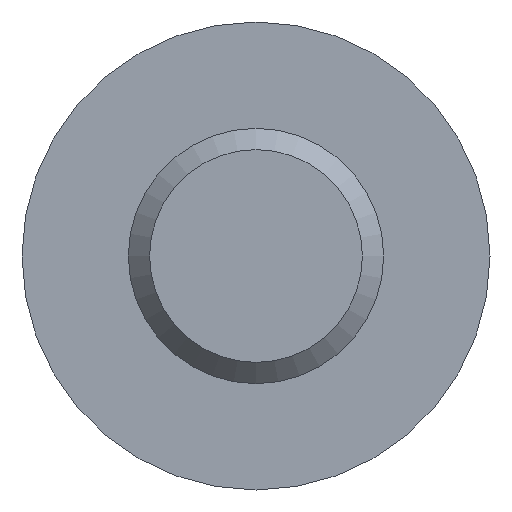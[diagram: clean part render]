
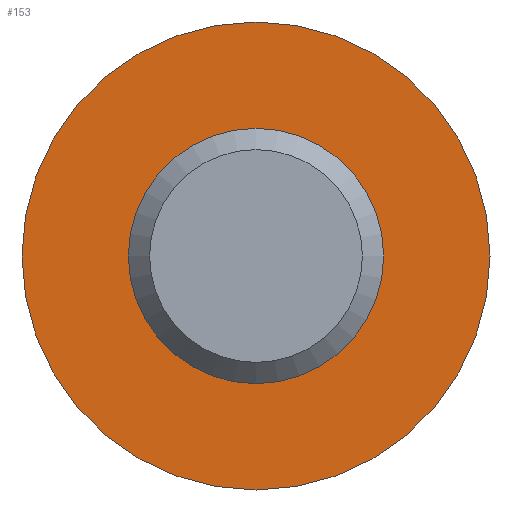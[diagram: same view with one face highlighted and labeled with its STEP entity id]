
A CAD part, front view. The second image highlights one B-rep face of the part: STEP entity #153.
In plain terms, the highlighted planar face has unit normal (0, -1, 0).
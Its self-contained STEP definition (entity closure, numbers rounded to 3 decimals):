
#41 = DIRECTION ( 'NONE',  ( 0., 0., -1. ) ) ;
#54 = CARTESIAN_POINT ( 'NONE',  ( 0., 18., -1.5 ) ) ;
#57 = CARTESIAN_POINT ( 'NONE',  ( 0., 18., 0. ) ) ;
#79 = EDGE_CURVE ( 'NONE', #278, #278, #311, .T. ) ;
#106 = CIRCLE ( 'NONE', #438, 1.5 ) ;
#123 = CARTESIAN_POINT ( 'NONE',  ( -1.5, 18., 0. ) ) ;
#153 = ADVANCED_FACE ( 'NONE', ( #322, #330 ), #163, .F. ) ;
#163 = PLANE ( 'NONE',  #302 ) ;
#227 = EDGE_CURVE ( 'NONE', #420, #420, #106, .T. ) ;
#238 = CARTESIAN_POINT ( 'NONE',  ( 0., 18., -2.75 ) ) ;
#278 = VERTEX_POINT ( 'NONE', #238 ) ;
#302 = AXIS2_PLACEMENT_3D ( 'NONE', #123, #482, #489 ) ;
#311 = CIRCLE ( 'NONE', #448, 2.75 ) ;
#322 = FACE_BOUND ( 'NONE', #507, .T. ) ;
#330 = FACE_OUTER_BOUND ( 'NONE', #408, .T. ) ;
#339 = DIRECTION ( 'NONE',  ( 0., 0., -1. ) ) ;
#348 = ORIENTED_EDGE ( 'NONE', *, *, #79, .T. ) ;
#363 = ORIENTED_EDGE ( 'NONE', *, *, #227, .F. ) ;
#408 = EDGE_LOOP ( 'NONE', ( #348 ) ) ;
#410 = CARTESIAN_POINT ( 'NONE',  ( 0., 18., 0. ) ) ;
#420 = VERTEX_POINT ( 'NONE', #54 ) ;
#438 = AXIS2_PLACEMENT_3D ( 'NONE', #57, #501, #339 ) ;
#448 = AXIS2_PLACEMENT_3D ( 'NONE', #410, #484, #41 ) ;
#482 = DIRECTION ( 'NONE',  ( 0., 1., 0. ) ) ;
#484 = DIRECTION ( 'NONE',  ( 0., -1., 0. ) ) ;
#489 = DIRECTION ( 'NONE',  ( 0., 0., 1. ) ) ;
#501 = DIRECTION ( 'NONE',  ( 0., -1., 0. ) ) ;
#507 = EDGE_LOOP ( 'NONE', ( #363 ) ) ;
